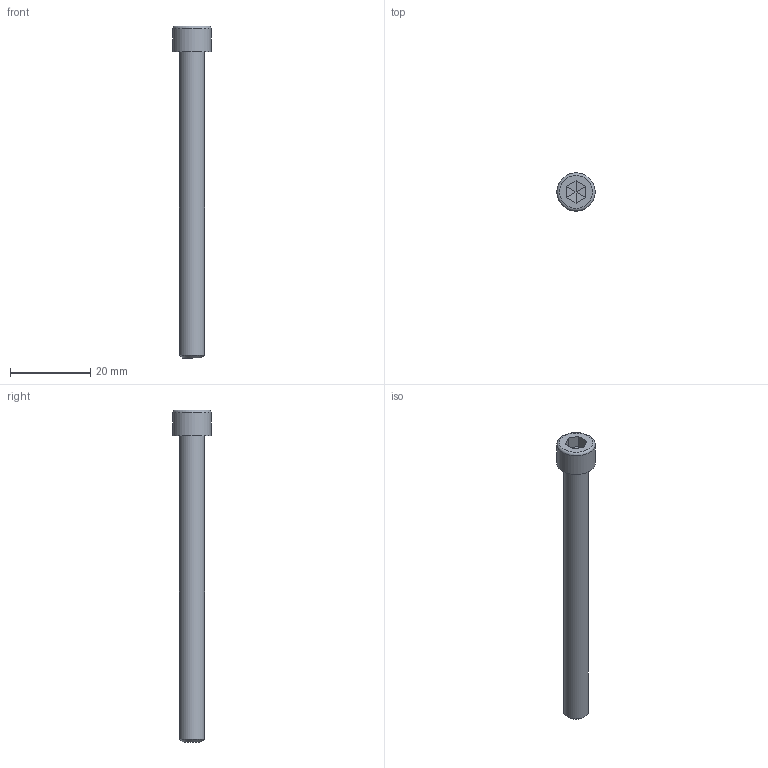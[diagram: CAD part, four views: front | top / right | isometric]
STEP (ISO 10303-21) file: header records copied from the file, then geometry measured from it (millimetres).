
FILE_DESCRIPTION(/* description */ ('Hexagon Socket Head Cap Screw ANSI B18.3 - 1/4-20 UNC x 3'),/* implementation_level */ '2;1');
FILE_NAME(/* name */ 'Socket Head Cap Screw ANSI B18.3 - 14-20 UNC x 3.step',/* time_stamp */ '2025-04-14T17:13:45-04:00',/* author */ (''),/* organization */ (''),/* preprocessor_version */ 'ST-DEVELOPER v20.1',/* originating_system */ 'Autodesk Translation Framework v14.4.0.0',/* authorisation */ '');
FILE_SCHEMA (('AUTOMOTIVE_DESIGN { 1 0 10303 214 3 1 1 }'));
Length unit declared in the file: millimetre
Products named in the file (1): HSHCS ANSI B18.3 - 1/4-20 UNC x 3 Steel Grade 2 Black
Bounding box: 9.53 x 9.53 x 82.55 mm (x, y, z)
Volume: 2700.2 mm3; surface area: 1855.7 mm2
Topology: 1 solids, 1 shells, 19 faces, 34 edges, 19 vertices
Faces by surface type: plane 15, cylinder 2, cone 1, torus 1
Full cylindrical faces by diameter (mm): 6.22 x1, 9.525 x1
Entity records: 480 total; most frequent: DIRECTION 81, CARTESIAN_POINT 73, ORIENTED_EDGE 68, EDGE_CURVE 34, LINE 27, VECTOR 27, AXIS2_PLACEMENT_3D 27, EDGE_LOOP 21
